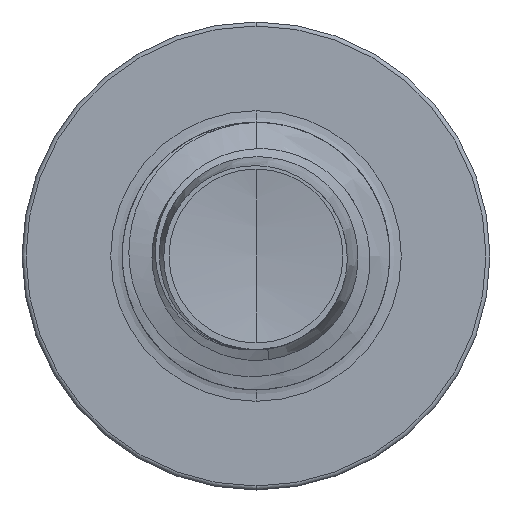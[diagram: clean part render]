
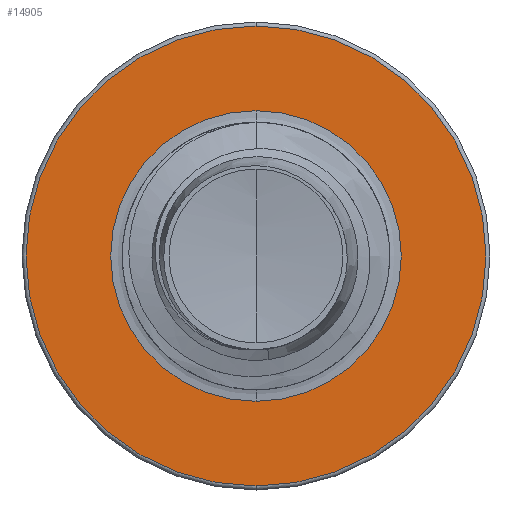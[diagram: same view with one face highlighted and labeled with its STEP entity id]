
A CAD part, front view. The second image highlights one B-rep face of the part: STEP entity #14905.
In plain terms, the highlighted planar face has unit normal (0, -1, 0).
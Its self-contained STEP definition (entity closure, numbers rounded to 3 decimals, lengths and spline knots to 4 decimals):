
#58 = DIRECTION ( 'NONE',  ( 0., 0., 1. ) ) ;
#771 = DIRECTION ( 'NONE',  ( 0., 0., 1. ) ) ;
#1438 = CIRCLE ( 'NONE', #22685, 2.1736 ) ;
#6771 = DIRECTION ( 'NONE',  ( 0., 1., 0. ) ) ;
#9073 = CARTESIAN_POINT ( 'NONE',  ( 0., 15., 0. ) ) ;
#11326 = VERTEX_POINT ( 'NONE', #28231 ) ;
#11943 = ORIENTED_EDGE ( 'NONE', *, *, #28175, .F. ) ;
#12451 = VERTEX_POINT ( 'NONE', #13994 ) ;
#12507 = DIRECTION ( 'NONE',  ( 0., 0., 1. ) ) ;
#13001 = ORIENTED_EDGE ( 'NONE', *, *, #33182, .T. ) ;
#13994 = CARTESIAN_POINT ( 'NONE',  ( 0., 15., 2.1736 ) ) ;
#14274 = VERTEX_POINT ( 'NONE', #30690 ) ;
#14905 = ADVANCED_FACE ( 'NONE', ( #30111, #24827 ), #24972, .F. ) ;
#18611 = CIRCLE ( 'NONE', #34871, 3.44 ) ;
#18949 = EDGE_LOOP ( 'NONE', ( #11943, #28448 ) ) ;
#19919 = AXIS2_PLACEMENT_3D ( 'NONE', #35935, #21224, #771 ) ;
#20603 = DIRECTION ( 'NONE',  ( 0., 1., 0. ) ) ;
#21224 = DIRECTION ( 'NONE',  ( 0., 1., 0. ) ) ;
#22685 = AXIS2_PLACEMENT_3D ( 'NONE', #9073, #30411, #12507 ) ;
#23491 = AXIS2_PLACEMENT_3D ( 'NONE', #35588, #20603, #58 ) ;
#24243 = CARTESIAN_POINT ( 'NONE',  ( 0., 15., 3.44 ) ) ;
#24827 = FACE_BOUND ( 'NONE', #37220, .T. ) ;
#24895 = DIRECTION ( 'NONE',  ( 0., 0., 1. ) ) ;
#24946 = DIRECTION ( 'NONE',  ( 0., 1., 0. ) ) ;
#24972 = PLANE ( 'NONE',  #34633 ) ;
#25060 = CARTESIAN_POINT ( 'NONE',  ( 0., 15., -2.1736 ) ) ;
#26273 = CARTESIAN_POINT ( 'NONE',  ( 0., 15., 0. ) ) ;
#27242 = VERTEX_POINT ( 'NONE', #24243 ) ;
#28175 = EDGE_CURVE ( 'NONE', #27242, #11326, #18611, .T. ) ;
#28231 = CARTESIAN_POINT ( 'NONE',  ( 0., 15., -3.44 ) ) ;
#28448 = ORIENTED_EDGE ( 'NONE', *, *, #32453, .F. ) ;
#28876 = DIRECTION ( 'NONE',  ( 0., 0., 1. ) ) ;
#30111 = FACE_OUTER_BOUND ( 'NONE', #18949, .T. ) ;
#30411 = DIRECTION ( 'NONE',  ( 0., 1., 0. ) ) ;
#30690 = CARTESIAN_POINT ( 'NONE',  ( 0., 15., -2.1736 ) ) ;
#31375 = CIRCLE ( 'NONE', #19919, 3.44 ) ;
#32453 = EDGE_CURVE ( 'NONE', #11326, #27242, #31375, .T. ) ;
#33182 = EDGE_CURVE ( 'NONE', #14274, #12451, #37270, .T. ) ;
#33800 = EDGE_CURVE ( 'NONE', #12451, #14274, #1438, .T. ) ;
#34219 = ORIENTED_EDGE ( 'NONE', *, *, #33800, .T. ) ;
#34633 = AXIS2_PLACEMENT_3D ( 'NONE', #25060, #24946, #24895 ) ;
#34871 = AXIS2_PLACEMENT_3D ( 'NONE', #26273, #6771, #28876 ) ;
#35588 = CARTESIAN_POINT ( 'NONE',  ( 0., 15., 0. ) ) ;
#35935 = CARTESIAN_POINT ( 'NONE',  ( 0., 15., 0. ) ) ;
#37220 = EDGE_LOOP ( 'NONE', ( #34219, #13001 ) ) ;
#37270 = CIRCLE ( 'NONE', #23491, 2.1736 ) ;
